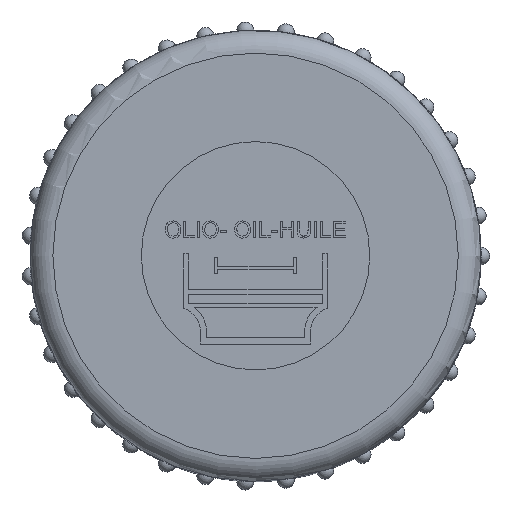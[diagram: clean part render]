
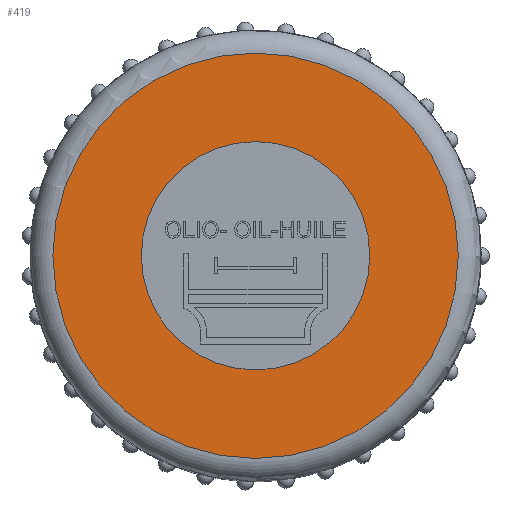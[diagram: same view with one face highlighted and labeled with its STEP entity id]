
A CAD part, top view. The second image highlights one B-rep face of the part: STEP entity #419.
In plain terms, the highlighted planar face has unit normal (0, 0, 1).
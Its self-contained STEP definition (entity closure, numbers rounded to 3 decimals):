
#419 = ADVANCED_FACE( '', ( #1038, #1039 ), #1040, .F. );
#1038 = FACE_OUTER_BOUND( '', #1897, .T. );
#1039 = FACE_BOUND( '', #1898, .T. );
#1040 = PLANE( '', #1899 );
#1897 = EDGE_LOOP( '', ( #3091 ) );
#1898 = EDGE_LOOP( '', ( #3092 ) );
#1899 = AXIS2_PLACEMENT_3D( '', #3093, #3094, #3095 );
#3091 = ORIENTED_EDGE( '', *, *, #5198, .T. );
#3092 = ORIENTED_EDGE( '', *, *, #5199, .F. );
#3093 = CARTESIAN_POINT( '', ( 19.75, 0., 32. ) );
#3094 = DIRECTION( '', ( 0., 0., -1. ) );
#3095 = DIRECTION( '', ( -1., 0., 0. ) );
#5198 = EDGE_CURVE( '', #6235, #6235, #6236, .F. );
#5199 = EDGE_CURVE( '', #6237, #6237, #6238, .T. );
#6235 = VERTEX_POINT( '', #7872 );
#6236 = CIRCLE( '', #7873, 17.75 );
#6237 = VERTEX_POINT( '', #7874 );
#6238 = CIRCLE( '', #7875, 10. );
#7872 = CARTESIAN_POINT( '', ( -17.75, 0., 32. ) );
#7873 = AXIS2_PLACEMENT_3D( '', #9663, #9664, #9665 );
#7874 = CARTESIAN_POINT( '', ( 10., 0., 32. ) );
#7875 = AXIS2_PLACEMENT_3D( '', #9666, #9667, #9668 );
#9663 = CARTESIAN_POINT( '', ( 0., 0., 32. ) );
#9664 = DIRECTION( '', ( 0., 0., -1. ) );
#9665 = DIRECTION( '', ( -1., 0., 0. ) );
#9666 = CARTESIAN_POINT( '', ( 0., 0., 32. ) );
#9667 = DIRECTION( '', ( 0., 0., 1. ) );
#9668 = DIRECTION( '', ( 1., 0., 0. ) );
